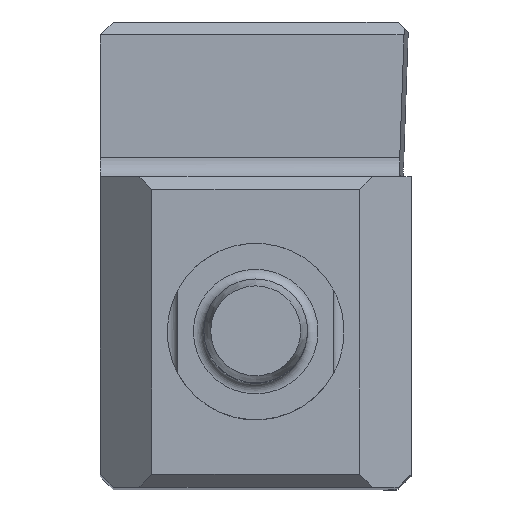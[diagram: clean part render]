
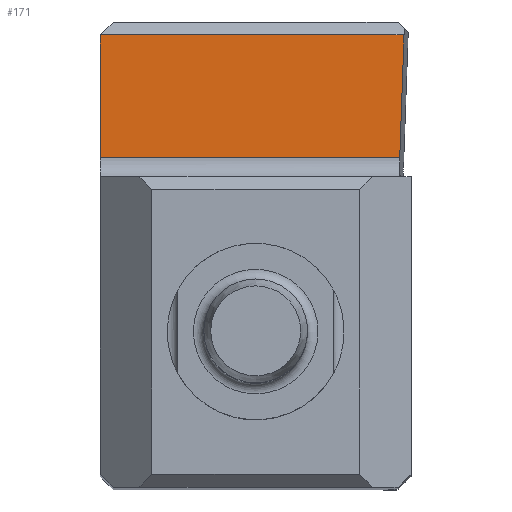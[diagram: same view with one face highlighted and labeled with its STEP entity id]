
A CAD part, top view. The second image highlights one B-rep face of the part: STEP entity #171.
In plain terms, the highlighted planar face has unit normal (0, 0, 1).
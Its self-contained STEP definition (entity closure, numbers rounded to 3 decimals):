
#171=ADVANCED_FACE('',(#265),#225,.F.);
#225=PLANE('',#1125);
#265=FACE_OUTER_BOUND('',#308,.T.);
#308=EDGE_LOOP('',(#420,#421,#422,#423));
#420=ORIENTED_EDGE('',*,*,#756,.T.);
#421=ORIENTED_EDGE('',*,*,#733,.F.);
#422=ORIENTED_EDGE('',*,*,#757,.T.);
#423=ORIENTED_EDGE('',*,*,#758,.T.);
#642=VERTEX_POINT('',#1524);
#643=VERTEX_POINT('',#1526);
#663=VERTEX_POINT('',#1573);
#664=VERTEX_POINT('',#1575);
#733=EDGE_CURVE('',#642,#643,#857,.T.);
#756=EDGE_CURVE('',#663,#643,#876,.T.);
#757=EDGE_CURVE('',#642,#664,#877,.T.);
#758=EDGE_CURVE('',#664,#663,#878,.T.);
#857=LINE('',#1525,#960);
#876=LINE('',#1572,#979);
#877=LINE('',#1574,#980);
#878=LINE('',#1576,#981);
#960=VECTOR('',#1237,1.);
#979=VECTOR('',#1272,1.);
#980=VECTOR('',#1273,1.);
#981=VECTOR('',#1274,1.);
#1125=AXIS2_PLACEMENT_3D('',#1577,#1275,#1276);
#1237=DIRECTION('',(0.,1.,0.));
#1272=DIRECTION('',(-1.,0.,0.));
#1273=DIRECTION('',(1.,0.,0.));
#1274=DIRECTION('',(0.035,0.999,0.));
#1275=DIRECTION('',(0.,0.,-1.));
#1276=DIRECTION('',(0.,-1.,0.));
#1524=CARTESIAN_POINT('',(-11.975,12.775,-42.));
#1525=CARTESIAN_POINT('',(-11.975,18.,-42.));
#1526=CARTESIAN_POINT('',(-11.975,17.5,-42.));
#1572=CARTESIAN_POINT('',(-11.975,17.5,-42.));
#1573=CARTESIAN_POINT('',(-0.272,17.5,-42.));
#1574=CARTESIAN_POINT('',(-11.975,12.775,-42.));
#1575=CARTESIAN_POINT('',(-0.437,12.775,-42.));
#1576=CARTESIAN_POINT('',(-0.688,5.593,-42.));
#1577=CARTESIAN_POINT('',(-11.975,5.988,-42.));
